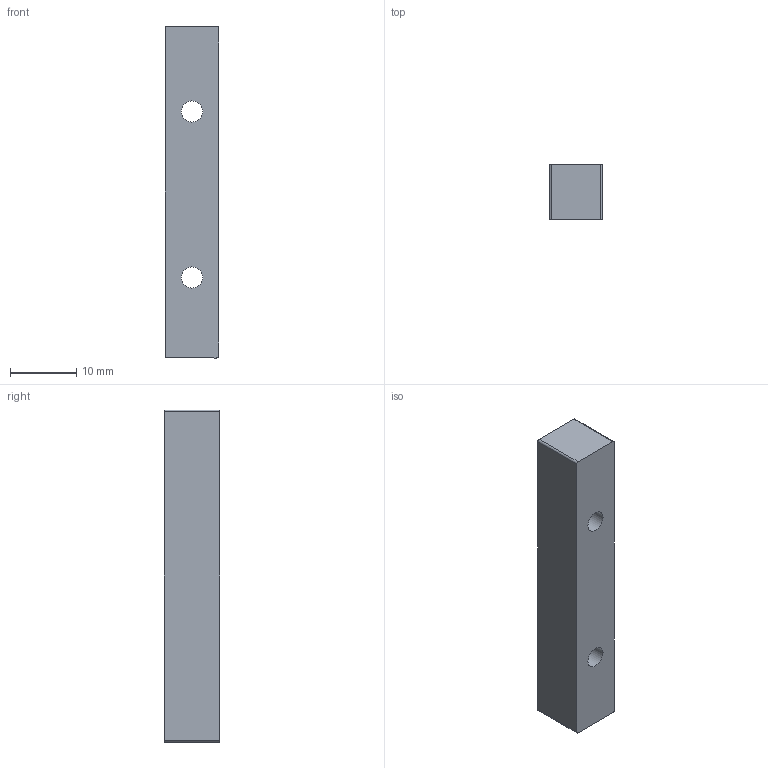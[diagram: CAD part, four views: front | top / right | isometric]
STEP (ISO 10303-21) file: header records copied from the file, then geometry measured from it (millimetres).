
FILE_DESCRIPTION(/* description */ ('WKZ-0470'),/* implementation_level */ '2;1');
FILE_NAME(/* name */ 'O_3_01_02_00_00_WKZ-0470.stp',/* time_stamp */ '2025-11-14T13:33:39+01:00',/* author */ ('d.fischer'),/* organization */ (''),/* preprocessor_version */ 'ST-DEVELOPER v20',/* originating_system */ 'Autodesk Inventor 2025',/* authorisation */ '');
FILE_SCHEMA (('AUTOMOTIVE_DESIGN { 1 0 10303 214 3 1 1 }'));
Length unit declared in the file: millimetre
Products named in the file (1): O_3_01_02_00_00_WKZ-0470
Bounding box: 8.02 x 8.33 x 50.15 mm (x, y, z)
Volume: 3197.7 mm3; surface area: 1911.9 mm2
Topology: 1 solids, 1 shells, 21 faces, 47 edges, 32 vertices
Faces by surface type: plane 11, cylinder 8, torus 2
Full cylindrical faces by diameter (mm): 3.209 x2, 4.212 x2
Entity records: 650 total; most frequent: DIRECTION 113, CARTESIAN_POINT 101, ORIENTED_EDGE 94, EDGE_CURVE 47, AXIS2_PLACEMENT_3D 44, VERTEX_POINT 32, EDGE_LOOP 29, LINE 25
